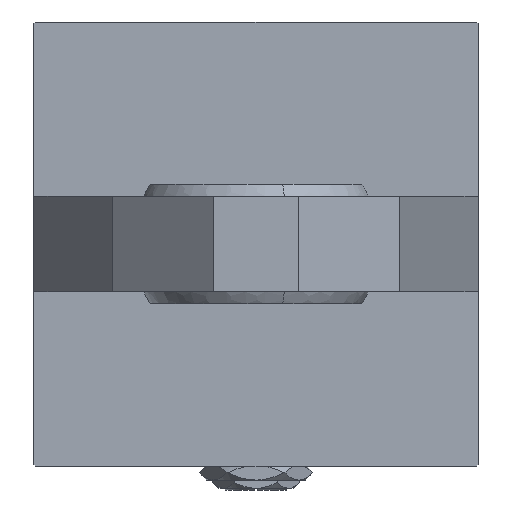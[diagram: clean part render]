
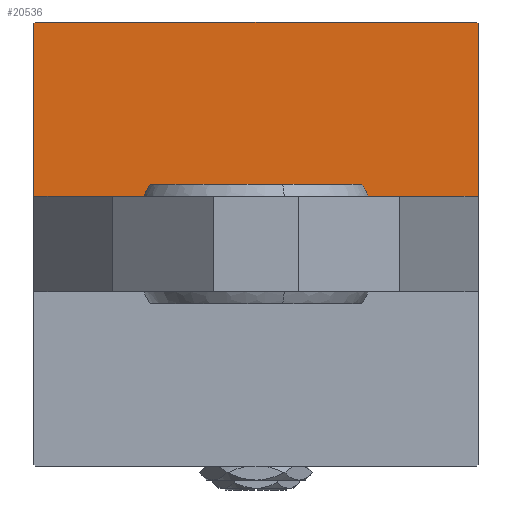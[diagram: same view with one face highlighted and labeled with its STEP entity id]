
A CAD part, left-side view. The second image highlights one B-rep face of the part: STEP entity #20536.
In plain terms, the highlighted planar face has unit normal (-1, 0, 0).
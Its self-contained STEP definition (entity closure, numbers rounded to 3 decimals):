
#246 = ORIENTED_EDGE ( 'NONE', *, *, #31247, .F. ) ;
#400 = CARTESIAN_POINT ( 'NONE',  ( 0., 65., 65. ) ) ;
#1054 = EDGE_LOOP ( 'NONE', ( #6605, #246, #19456, #14487, #29851, #25708 ) ) ;
#1102 = VECTOR ( 'NONE', #36624, 1000. ) ;
#2422 = CARTESIAN_POINT ( 'NONE',  ( 0., 65., 65. ) ) ;
#2476 = DIRECTION ( 'NONE',  ( 0., -1., 0. ) ) ;
#2534 = PLANE ( 'NONE',  #32365 ) ;
#4658 = LINE ( 'NONE', #36370, #1102 ) ;
#5549 = VERTEX_POINT ( 'NONE', #10184 ) ;
#6605 = ORIENTED_EDGE ( 'NONE', *, *, #27703, .F. ) ;
#7354 = VERTEX_POINT ( 'NONE', #42498 ) ;
#8286 = CARTESIAN_POINT ( 'NONE',  ( 0., 65., -64.5 ) ) ;
#10184 = CARTESIAN_POINT ( 'NONE',  ( 0., 14., -65. ) ) ;
#10510 = VECTOR ( 'NONE', #43121, 1000. ) ;
#11208 = VERTEX_POINT ( 'NONE', #8286 ) ;
#12230 = EDGE_CURVE ( 'NONE', #48412, #5549, #14454, .T. ) ;
#14454 = LINE ( 'NONE', #38444, #46665 ) ;
#14487 = ORIENTED_EDGE ( 'NONE', *, *, #51109, .T. ) ;
#14587 = CARTESIAN_POINT ( 'NONE',  ( 0., 14., 65. ) ) ;
#15868 = LINE ( 'NONE', #400, #35201 ) ;
#18605 = LINE ( 'NONE', #14587, #10510 ) ;
#18790 = CARTESIAN_POINT ( 'NONE',  ( 0., 0., 0. ) ) ;
#19456 = ORIENTED_EDGE ( 'NONE', *, *, #37449, .T. ) ;
#20536 = ADVANCED_FACE ( 'NONE', ( #52544 ), #2534, .T. ) ;
#21747 = VERTEX_POINT ( 'NONE', #48035 ) ;
#25708 = ORIENTED_EDGE ( 'NONE', *, *, #12230, .T. ) ;
#27703 = EDGE_CURVE ( 'NONE', #21747, #5549, #18605, .T. ) ;
#28815 = DIRECTION ( 'NONE',  ( 0., 0.707, -0.707 ) ) ;
#29851 = ORIENTED_EDGE ( 'NONE', *, *, #47153, .T. ) ;
#31247 = EDGE_CURVE ( 'NONE', #39614, #21747, #15868, .T. ) ;
#31448 = LINE ( 'NONE', #2422, #47927 ) ;
#32365 = AXIS2_PLACEMENT_3D ( 'NONE', #18790, #35035, #51301 ) ;
#35035 = DIRECTION ( 'NONE',  ( -1., 0., 0. ) ) ;
#35201 = VECTOR ( 'NONE', #45159, 1000. ) ;
#35489 = CARTESIAN_POINT ( 'NONE',  ( 0., 64.5, -65. ) ) ;
#35751 = CARTESIAN_POINT ( 'NONE',  ( 0., 64.5, 65. ) ) ;
#36370 = CARTESIAN_POINT ( 'NONE',  ( 0., 64.75, -64.75 ) ) ;
#36624 = DIRECTION ( 'NONE',  ( 0., -0.707, -0.707 ) ) ;
#37449 = EDGE_CURVE ( 'NONE', #39614, #7354, #48549, .T. ) ;
#38444 = CARTESIAN_POINT ( 'NONE',  ( 0., 65., -65. ) ) ;
#39614 = VERTEX_POINT ( 'NONE', #35751 ) ;
#39714 = VECTOR ( 'NONE', #28815, 1000. ) ;
#41066 = CARTESIAN_POINT ( 'NONE',  ( 0., 64.75, 64.75 ) ) ;
#42498 = CARTESIAN_POINT ( 'NONE',  ( 0., 65., 64.5 ) ) ;
#43121 = DIRECTION ( 'NONE',  ( 0., 0., -1. ) ) ;
#45159 = DIRECTION ( 'NONE',  ( 0., -1., 0. ) ) ;
#46665 = VECTOR ( 'NONE', #2476, 1000. ) ;
#47153 = EDGE_CURVE ( 'NONE', #11208, #48412, #4658, .T. ) ;
#47716 = DIRECTION ( 'NONE',  ( 0., 0., -1. ) ) ;
#47927 = VECTOR ( 'NONE', #47716, 1000. ) ;
#48035 = CARTESIAN_POINT ( 'NONE',  ( 0., 14., 65. ) ) ;
#48412 = VERTEX_POINT ( 'NONE', #35489 ) ;
#48549 = LINE ( 'NONE', #41066, #39714 ) ;
#51109 = EDGE_CURVE ( 'NONE', #7354, #11208, #31448, .T. ) ;
#51301 = DIRECTION ( 'NONE',  ( 0., 0., 1. ) ) ;
#52544 = FACE_OUTER_BOUND ( 'NONE', #1054, .T. ) ;
